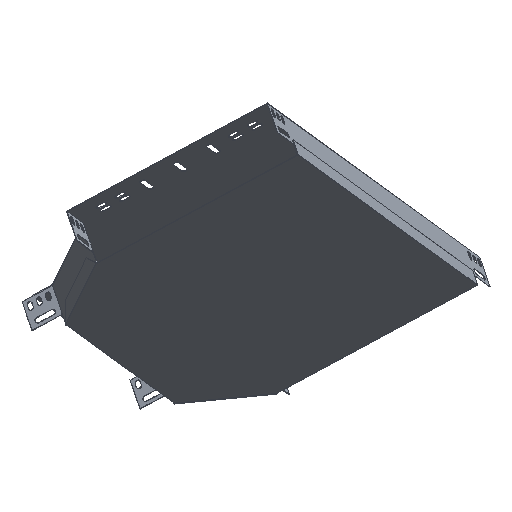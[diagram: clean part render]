
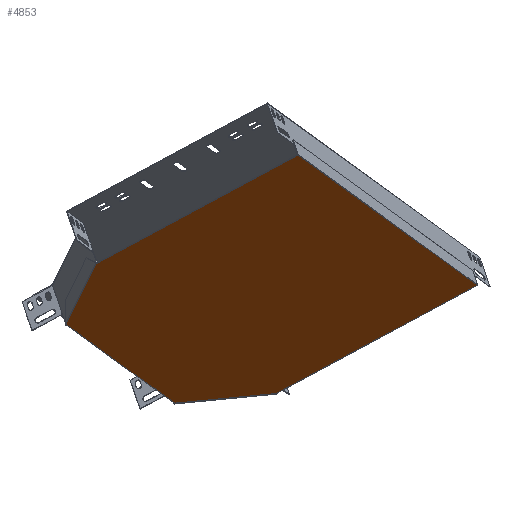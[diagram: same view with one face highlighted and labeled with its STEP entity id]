
A CAD part, front view. The second image highlights one B-rep face of the part: STEP entity #4853.
In plain terms, the highlighted planar face has unit normal (0.283, -0.485, -0.827).
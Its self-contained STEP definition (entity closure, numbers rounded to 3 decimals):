
#169 = LINE ( 'NONE', #4412, #2201 ) ;
#308 = EDGE_CURVE ( 'NONE', #7832, #9844, #3285, .T. ) ;
#383 = AXIS2_PLACEMENT_3D ( 'NONE', #919, #8015, #1612 ) ;
#919 = CARTESIAN_POINT ( 'NONE',  ( -300.584, 303.436, -56.804 ) ) ;
#1314 = VERTEX_POINT ( 'NONE', #6353 ) ;
#1612 = DIRECTION ( 'NONE',  ( -0.455, -0.827, 0.33 ) ) ;
#1614 = EDGE_CURVE ( 'NONE', #3295, #1314, #1963, .T. ) ;
#1622 = CARTESIAN_POINT ( 'NONE',  ( 24.75, 439.752, -25.556 ) ) ;
#1631 = DIRECTION ( 'NONE',  ( 0.919, 0.385, 0.088 ) ) ;
#1692 = PLANE ( 'NONE',  #383 ) ;
#1702 = ORIENTED_EDGE ( 'NONE', *, *, #4239, .T. ) ;
#1942 = VERTEX_POINT ( 'NONE', #5088 ) ;
#1950 = CARTESIAN_POINT ( 'NONE',  ( 51.72, -59.845, 276.833 ) ) ;
#1963 = LINE ( 'NONE', #9825, #8049 ) ;
#2056 = CARTESIAN_POINT ( 'NONE',  ( 24.364, 440.851, -26.333 ) ) ;
#2169 = FACE_OUTER_BOUND ( 'NONE', #6089, .T. ) ;
#2201 = VECTOR ( 'NONE', #8435, 1000. ) ;
#2376 = CARTESIAN_POINT ( 'NONE',  ( -242.513, 136.245, 61.16 ) ) ;
#2460 = CARTESIAN_POINT ( 'NONE',  ( 24.584, 440.223, -25.889 ) ) ;
#2514 = VECTOR ( 'NONE', #8444, 1000. ) ;
#2562 = CARTESIAN_POINT ( 'NONE',  ( -241.962, 136.476, 61.213 ) ) ;
#2574 = CARTESIAN_POINT ( 'NONE',  ( -204.271, 24.926, 139.559 ) ) ;
#2877 = LINE ( 'NONE', #1622, #4438 ) ;
#2939 = EDGE_CURVE ( 'NONE', #4312, #9463, #169, .T. ) ;
#2989 = LINE ( 'NONE', #8480, #2514 ) ;
#3044 = ORIENTED_EDGE ( 'NONE', *, *, #2939, .F. ) ;
#3285 = LINE ( 'NONE', #2460, #7346 ) ;
#3295 = VERTEX_POINT ( 'NONE', #5533 ) ;
#3300 = CARTESIAN_POINT ( 'NONE',  ( -243.56, 136.825, 60.462 ) ) ;
#3452 = VECTOR ( 'NONE', #1631, 1000. ) ;
#3533 = DIRECTION ( 'NONE',  ( 0.919, 0.385, 0.088 ) ) ;
#3784 = LINE ( 'NONE', #6723, #8086 ) ;
#4056 = DIRECTION ( 'NONE',  ( 0.276, -0.785, 0.555 ) ) ;
#4121 = ORIENTED_EDGE ( 'NONE', *, *, #308, .T. ) ;
#4239 = EDGE_CURVE ( 'NONE', #9844, #9463, #2877, .T. ) ;
#4312 = VERTEX_POINT ( 'NONE', #1950 ) ;
#4355 = ORIENTED_EDGE ( 'NONE', *, *, #5460, .T. ) ;
#4386 = LINE ( 'NONE', #9695, #8673 ) ;
#4412 = CARTESIAN_POINT ( 'NONE',  ( 51.205, -60.78, 277.206 ) ) ;
#4438 = VECTOR ( 'NONE', #7976, 1000. ) ;
#4798 = DIRECTION ( 'NONE',  ( 0.276, -0.785, 0.555 ) ) ;
#4853 = ADVANCED_FACE ( 'NONE', ( #2169 ), #1692, .F. ) ;
#4856 = ORIENTED_EDGE ( 'NONE', *, *, #6360, .T. ) ;
#4987 = DIRECTION ( 'NONE',  ( -0.845, 0.283, -0.455 ) ) ;
#5088 = CARTESIAN_POINT ( 'NONE',  ( -202.985, 25.465, 139.682 ) ) ;
#5152 = CARTESIAN_POINT ( 'NONE',  ( -106.601, 385.976, -38.912 ) ) ;
#5460 = EDGE_CURVE ( 'NONE', #3295, #7832, #6055, .T. ) ;
#5533 = CARTESIAN_POINT ( 'NONE',  ( -105.562, 386.412, -38.812 ) ) ;
#5654 = LINE ( 'NONE', #2376, #3452 ) ;
#5682 = EDGE_CURVE ( 'NONE', #4312, #1942, #4386, .T. ) ;
#5758 = VERTEX_POINT ( 'NONE', #9576 ) ;
#5790 = ORIENTED_EDGE ( 'NONE', *, *, #5682, .T. ) ;
#5810 = VECTOR ( 'NONE', #4056, 1000. ) ;
#5823 = EDGE_CURVE ( 'NONE', #7168, #1942, #3784, .T. ) ;
#5908 = ORIENTED_EDGE ( 'NONE', *, *, #5823, .F. ) ;
#6055 = LINE ( 'NONE', #5152, #7628 ) ;
#6089 = EDGE_LOOP ( 'NONE', ( #9998, #8608, #4355, #4121, #1702, #3044, #5790, #5908, #6776, #4856 ) ) ;
#6353 = CARTESIAN_POINT ( 'NONE',  ( -105.176, 385.313, -38.035 ) ) ;
#6360 = EDGE_CURVE ( 'NONE', #5758, #9598, #5654, .T. ) ;
#6723 = CARTESIAN_POINT ( 'NONE',  ( -203.536, 25.234, 139.629 ) ) ;
#6776 = ORIENTED_EDGE ( 'NONE', *, *, #7539, .F. ) ;
#7168 = VERTEX_POINT ( 'NONE', #2574 ) ;
#7346 = VECTOR ( 'NONE', #4798, 1000. ) ;
#7539 = EDGE_CURVE ( 'NONE', #5758, #7168, #7895, .T. ) ;
#7591 = DIRECTION ( 'NONE',  ( 0.276, -0.785, 0.555 ) ) ;
#7628 = VECTOR ( 'NONE', #3533, 1000. ) ;
#7832 = VERTEX_POINT ( 'NONE', #2056 ) ;
#7895 = LINE ( 'NONE', #3300, #5810 ) ;
#7955 = EDGE_CURVE ( 'NONE', #9598, #1314, #2989, .T. ) ;
#7976 = DIRECTION ( 'NONE',  ( 0.845, -0.283, 0.455 ) ) ;
#8015 = DIRECTION ( 'NONE',  ( -0.283, 0.485, 0.827 ) ) ;
#8021 = CARTESIAN_POINT ( 'NONE',  ( 279.455, 354.442, 111.594 ) ) ;
#8049 = VECTOR ( 'NONE', #7591, 1000. ) ;
#8086 = VECTOR ( 'NONE', #8233, 1000. ) ;
#8233 = DIRECTION ( 'NONE',  ( 0.919, 0.385, 0.088 ) ) ;
#8357 = CARTESIAN_POINT ( 'NONE',  ( 24.75, 439.752, -25.556 ) ) ;
#8435 = DIRECTION ( 'NONE',  ( 0.455, 0.827, -0.33 ) ) ;
#8444 = DIRECTION ( 'NONE',  ( 0.455, 0.827, -0.33 ) ) ;
#8480 = CARTESIAN_POINT ( 'NONE',  ( -241.962, 136.476, 61.213 ) ) ;
#8608 = ORIENTED_EDGE ( 'NONE', *, *, #1614, .F. ) ;
#8673 = VECTOR ( 'NONE', #4987, 1000. ) ;
#9463 = VERTEX_POINT ( 'NONE', #8021 ) ;
#9576 = CARTESIAN_POINT ( 'NONE',  ( -243.248, 135.937, 61.09 ) ) ;
#9598 = VERTEX_POINT ( 'NONE', #2562 ) ;
#9695 = CARTESIAN_POINT ( 'NONE',  ( 51.044, -59.618, 276.469 ) ) ;
#9825 = CARTESIAN_POINT ( 'NONE',  ( -105.341, 385.784, -38.368 ) ) ;
#9844 = VERTEX_POINT ( 'NONE', #8357 ) ;
#9998 = ORIENTED_EDGE ( 'NONE', *, *, #7955, .T. ) ;
